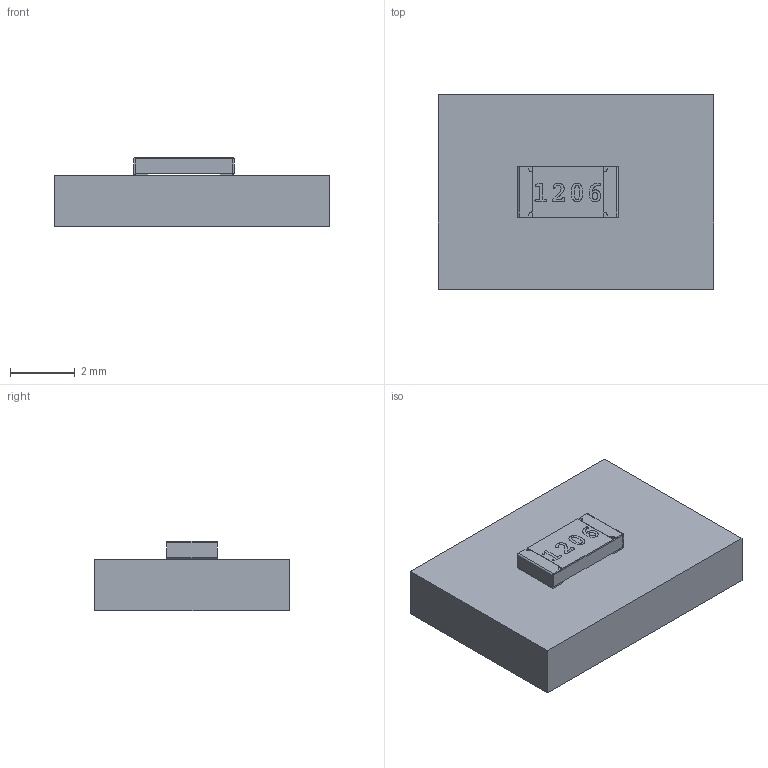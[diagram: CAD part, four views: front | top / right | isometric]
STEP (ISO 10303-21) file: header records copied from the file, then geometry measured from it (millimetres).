
FILE_DESCRIPTION(('FreeCAD Model'),'2;1');
FILE_NAME('Open CASCADE Shape Model','2023-07-06T18:23:38',(''),(''), 'Open CASCADE STEP processor 7.6','FreeCAD','Unknown');
FILE_SCHEMA(('AUTOMOTIVE_DESIGN { 1 0 10303 214 1 1 1 1 }'));
Length unit declared in the file: millimetre
Products named in the file (17): Royal Ohm - General Purpose Chip Resistors Colortest - KiCad StepUp 
PCB Import; Local_CS_5049; Board_Geoms_5049; Pcb_5049; PCB_Sketch_5049; Step_Models_5049; Top_5049; ${REFERENCE}_Part_185238e2155e; Substrate001; Terminal001; TerminalClone001; MarkingLayer001; Marking004; Marking005; Marking001; Marking002; Marking003
Assembly tree (16 placements, depth 6):
  Royal Ohm - General Purpose Chip Resistors Colortest - KiCad StepUp 
PCB Import
    Local_CS_5049
    Board_Geoms_5049
      Pcb_5049
      PCB_Sketch_5049
    Step_Models_5049
      Top_5049
        ${REFERENCE}_Part_185238e2155e
          Substrate001
          Terminal001
          TerminalClone001
          MarkingLayer001
          Marking004
            Marking005
            Marking001
            Marking002
            Marking003
Bounding box: 8.5 x 6 x 2.15 mm (x, y, z)
Volume: 84.1 mm3; surface area: 178.5 mm2
Topology: 9 solids, 9 shells, 151 faces, 403 edges, 274 vertices
Faces by surface type: plane 74, extrusion 69, cylinder 8
Entity records: 5160 total; most frequent: CARTESIAN_POINT 1259, ORIENTED_EDGE 798, DIRECTION 548, EDGE_CURVE 399, VECTOR 318, VERTEX_POINT 266, LINE 249, B_SPLINE_CURVE_WITH_KNOTS 207
